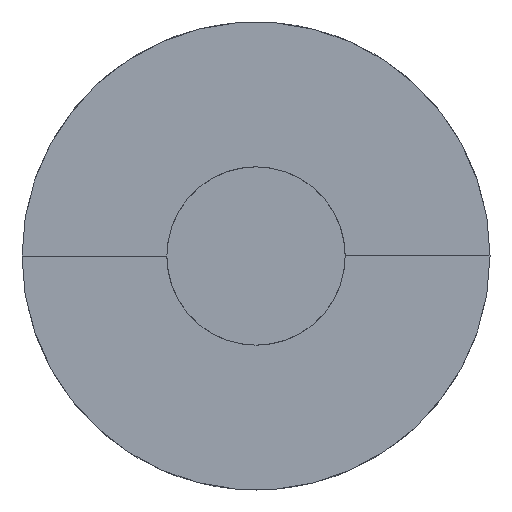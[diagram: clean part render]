
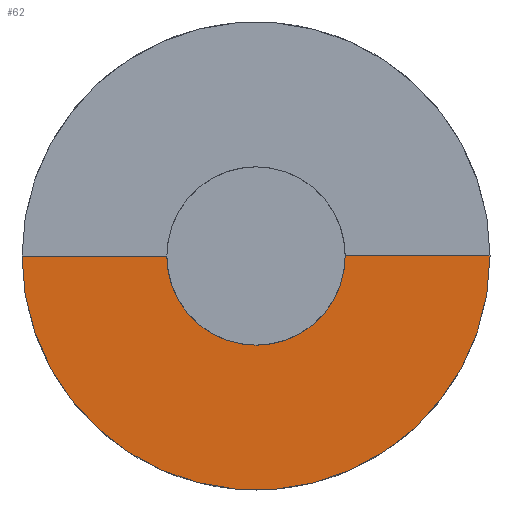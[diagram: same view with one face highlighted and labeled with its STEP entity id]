
A CAD part, left-side view. The second image highlights one B-rep face of the part: STEP entity #62.
In plain terms, the highlighted planar face has unit normal (-1, 0, 0).
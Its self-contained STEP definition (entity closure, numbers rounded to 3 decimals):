
#62=ADVANCED_FACE('',(#136),#137,.T.);
#136=FACE_OUTER_BOUND('',#219,.T.);
#137=PLANE('',#220);
#219=EDGE_LOOP('',(#510,#511,#512,#513,#514));
#220=AXIS2_PLACEMENT_3D('',#515,#516,#517);
#510=ORIENTED_EDGE('',*,*,#712,.F.);
#511=ORIENTED_EDGE('',*,*,#704,.F.);
#512=ORIENTED_EDGE('',*,*,#699,.F.);
#513=ORIENTED_EDGE('',*,*,#713,.T.);
#514=ORIENTED_EDGE('',*,*,#687,.F.);
#515=CARTESIAN_POINT('',(0.,0.,0.));
#516=DIRECTION('',(-1.,0.,0.0));
#517=DIRECTION('',(0.,1.,0.0));
#687=EDGE_CURVE('',#780,#783,#784,.T.);
#699=EDGE_CURVE('',#801,#803,#804,.F.);
#704=EDGE_CURVE('',#803,#810,#811,.F.);
#712=EDGE_CURVE('',#810,#780,#820,.T.);
#713=EDGE_CURVE('',#801,#783,#821,.T.);
#780=VERTEX_POINT('',#919);
#783=VERTEX_POINT('',#923);
#784=ELLIPSE('',#924,10.5,10.5);
#801=VERTEX_POINT('',#954);
#803=VERTEX_POINT('',#956);
#804=ELLIPSE('',#957,4.,4.0);
#810=VERTEX_POINT('',#964);
#811=ELLIPSE('',#965,4.,4.0);
#820=LINE('',#983,#984);
#821=LINE('',#985,#986);
#919=CARTESIAN_POINT('',(0.,-10.5,0.));
#923=CARTESIAN_POINT('',(0.,10.5,0.));
#924=AXIS2_PLACEMENT_3D('',#1339,#1340,#1341);
#954=CARTESIAN_POINT('',(0.,4.0,0.));
#956=CARTESIAN_POINT('',(0.,0.,-4.));
#957=AXIS2_PLACEMENT_3D('',#1358,#1359,#1360);
#964=CARTESIAN_POINT('',(0.,-4.0,0.));
#965=AXIS2_PLACEMENT_3D('',#1368,#1369,#1370);
#983=CARTESIAN_POINT('',(0.,-4.0,0.));
#984=VECTOR('',#1380,1.0);
#985=CARTESIAN_POINT('',(0.,4.0,0.));
#986=VECTOR('',#1381,1.0);
#1339=CARTESIAN_POINT('',(0.,0.,0.0));
#1340=DIRECTION('',(1.,0.,0.0));
#1341=DIRECTION('',(0.,-1.,0.0));
#1358=CARTESIAN_POINT('',(0.,0.0,0.));
#1359=DIRECTION('',(1.,0.,0.0));
#1360=DIRECTION('',(0.,-1.,0.0));
#1368=CARTESIAN_POINT('',(0.,0.0,0.));
#1369=DIRECTION('',(1.,0.,0.0));
#1370=DIRECTION('',(0.,-1.,0.0));
#1380=DIRECTION('',(0.,-1.,0.));
#1381=DIRECTION('',(0.,1.,0.));
